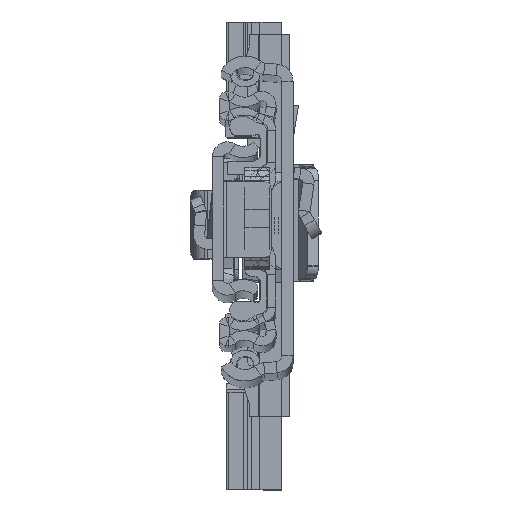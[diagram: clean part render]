
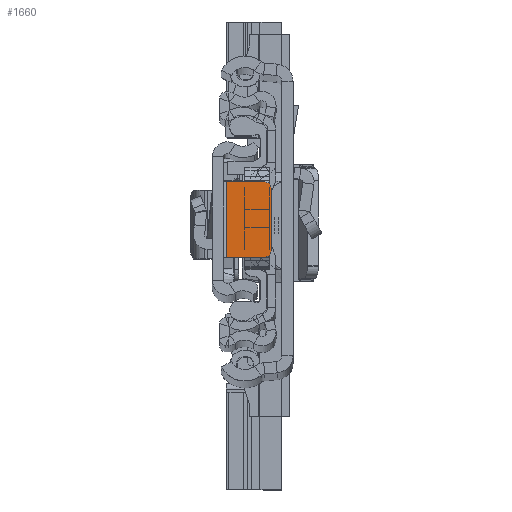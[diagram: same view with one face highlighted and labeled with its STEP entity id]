
A CAD part, top view. The second image highlights one B-rep face of the part: STEP entity #1660.
In plain terms, the highlighted planar face has unit normal (0, 0, 1).
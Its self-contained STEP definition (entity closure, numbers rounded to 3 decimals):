
#992 = EDGE_CURVE ( 'NONE', #25878, #9243, #30139, .T. ) ;
#1660 = ADVANCED_FACE ( 'NONE', ( #9011 ), #26671, .T. ) ;
#1819 = CARTESIAN_POINT ( 'NONE',  ( -8.4, -4.849, -6.8 ) ) ;
#1913 = CARTESIAN_POINT ( 'NONE',  ( -2.3, 6.151, -6.8 ) ) ;
#3185 = DIRECTION ( 'NONE',  ( 0., 0., 1. ) ) ;
#3767 = DIRECTION ( 'NONE',  ( 1., 0., 0. ) ) ;
#4208 = CARTESIAN_POINT ( 'NONE',  ( -2.3, -5.849, -6.8 ) ) ;
#4406 = DIRECTION ( 'NONE',  ( 1., 0., 0. ) ) ;
#4560 = LINE ( 'NONE', #4761, #25384 ) ;
#4604 = DIRECTION ( 'NONE',  ( 1., 0., 0. ) ) ;
#4761 = CARTESIAN_POINT ( 'NONE',  ( -9.4, 6.151, -6.8 ) ) ;
#6036 = DIRECTION ( 'NONE',  ( 1., 0., 0. ) ) ;
#6346 = ORIENTED_EDGE ( 'NONE', *, *, #992, .T. ) ;
#8651 = ORIENTED_EDGE ( 'NONE', *, *, #34193, .F. ) ;
#9011 = FACE_OUTER_BOUND ( 'NONE', #25050, .T. ) ;
#9243 = VERTEX_POINT ( 'NONE', #16432 ) ;
#9477 = ORIENTED_EDGE ( 'NONE', *, *, #16550, .F. ) ;
#11066 = DIRECTION ( 'NONE',  ( 0., -1., 0. ) ) ;
#11222 = VECTOR ( 'NONE', #4406, 1000. ) ;
#11351 = LINE ( 'NONE', #35147, #25264 ) ;
#11779 = ORIENTED_EDGE ( 'NONE', *, *, #38827, .F. ) ;
#13040 = AXIS2_PLACEMENT_3D ( 'NONE', #27192, #3185, #3767 ) ;
#13385 = AXIS2_PLACEMENT_3D ( 'NONE', #1819, #22477, #4604 ) ;
#16432 = CARTESIAN_POINT ( 'NONE',  ( -9.4, 5.151, -6.8 ) ) ;
#16550 = EDGE_CURVE ( 'NONE', #19008, #22420, #11351, .T. ) ;
#18991 = EDGE_CURVE ( 'NONE', #38434, #22420, #35553, .T. ) ;
#19008 = VERTEX_POINT ( 'NONE', #4208 ) ;
#20658 = DIRECTION ( 'NONE',  ( -1., 0., 0. ) ) ;
#21108 = CARTESIAN_POINT ( 'NONE',  ( 0., 0., -6.8 ) ) ;
#21116 = VECTOR ( 'NONE', #11066, 1000. ) ;
#21467 = EDGE_CURVE ( 'NONE', #26908, #19008, #28911, .T. ) ;
#21906 = CARTESIAN_POINT ( 'NONE',  ( -8.4, 6.151, -6.8 ) ) ;
#22420 = VERTEX_POINT ( 'NONE', #38106 ) ;
#22477 = DIRECTION ( 'NONE',  ( 0., 0., 1. ) ) ;
#25050 = EDGE_LOOP ( 'NONE', ( #11779, #39065, #9477, #29440, #8651, #6346 ) ) ;
#25264 = VECTOR ( 'NONE', #20658, 1000. ) ;
#25384 = VECTOR ( 'NONE', #32137, 1000. ) ;
#25442 = CARTESIAN_POINT ( 'NONE',  ( -9.4, -4.849, -6.8 ) ) ;
#25878 = VERTEX_POINT ( 'NONE', #21906 ) ;
#26671 = PLANE ( 'NONE',  #29846 ) ;
#26908 = VERTEX_POINT ( 'NONE', #39209 ) ;
#27192 = CARTESIAN_POINT ( 'NONE',  ( -8.4, 5.151, -6.8 ) ) ;
#28911 = LINE ( 'NONE', #1913, #21116 ) ;
#29440 = ORIENTED_EDGE ( 'NONE', *, *, #21467, .F. ) ;
#29846 = AXIS2_PLACEMENT_3D ( 'NONE', #21108, #33203, #6036 ) ;
#30139 = CIRCLE ( 'NONE', #13040, 1. ) ;
#31596 = LINE ( 'NONE', #35343, #11222 ) ;
#32137 = DIRECTION ( 'NONE',  ( 0., 1., 0. ) ) ;
#33203 = DIRECTION ( 'NONE',  ( 0., 0., 1. ) ) ;
#34193 = EDGE_CURVE ( 'NONE', #25878, #26908, #31596, .T. ) ;
#35147 = CARTESIAN_POINT ( 'NONE',  ( -9.4, -5.849, -6.8 ) ) ;
#35343 = CARTESIAN_POINT ( 'NONE',  ( -1.8, 6.151, -6.8 ) ) ;
#35553 = CIRCLE ( 'NONE', #13385, 1. ) ;
#38106 = CARTESIAN_POINT ( 'NONE',  ( -8.4, -5.849, -6.8 ) ) ;
#38434 = VERTEX_POINT ( 'NONE', #25442 ) ;
#38827 = EDGE_CURVE ( 'NONE', #38434, #9243, #4560, .T. ) ;
#39065 = ORIENTED_EDGE ( 'NONE', *, *, #18991, .T. ) ;
#39209 = CARTESIAN_POINT ( 'NONE',  ( -2.3, 6.151, -6.8 ) ) ;
